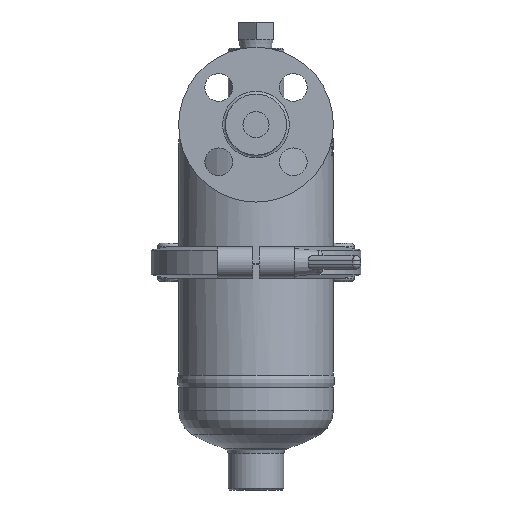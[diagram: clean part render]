
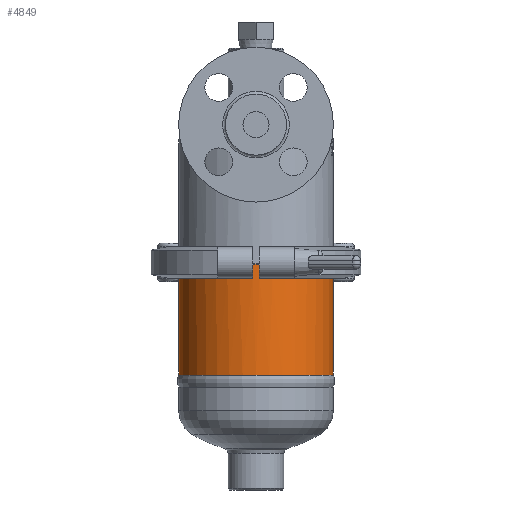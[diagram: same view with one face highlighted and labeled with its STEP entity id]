
A CAD part, left-side view. The second image highlights one B-rep face of the part: STEP entity #4849.
In plain terms, the highlighted cylindrical face has radius 44.5 mm (diameter 89 mm), a full revolution.
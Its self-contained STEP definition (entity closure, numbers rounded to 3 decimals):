
#3388=CARTESIAN_POINT('',(20.495,39.499,-8.168));
#3389=VERTEX_POINT('',#3388);
#3396=CARTESIAN_POINT('',(-44.455,2.,-8.168));
#3397=VERTEX_POINT('',#3396);
#3398=CARTESIAN_POINT('',(0.,0.0,-8.168));
#3399=DIRECTION('',(0.0,0.0,-1.0));
#3400=DIRECTION('',(1.0,0.0,0.0));
#3401=AXIS2_PLACEMENT_3D('',#3398,#3399,#3400);
#3402=CIRCLE('',#3401,44.5);
#3403=EDGE_CURVE('',#3397,#3389,#3402,.T.);
#4226=CARTESIAN_POINT('',(23.96,-37.499,-0.1));
#4227=VERTEX_POINT('',#4226);
#4234=CARTESIAN_POINT('',(23.96,-37.499,-8.168));
#4235=VERTEX_POINT('',#4234);
#4236=CARTESIAN_POINT('',(23.96,-37.499,-0.1));
#4237=DIRECTION('',(0.0,0.0,-1.0));
#4238=VECTOR('',#4237,8.068);
#4239=LINE('',#4236,#4238);
#4240=EDGE_CURVE('',#4227,#4235,#4239,.T.);
#4257=CARTESIAN_POINT('',(20.495,-39.499,-8.168));
#4258=VERTEX_POINT('',#4257);
#4265=CARTESIAN_POINT('',(20.495,-39.499,-0.1));
#4266=VERTEX_POINT('',#4265);
#4267=CARTESIAN_POINT('',(20.495,-39.499,-0.1));
#4268=DIRECTION('',(0.0,0.0,-1.0));
#4269=VECTOR('',#4268,8.068);
#4270=LINE('',#4267,#4269);
#4271=EDGE_CURVE('',#4266,#4258,#4270,.T.);
#4296=CARTESIAN_POINT('',(-44.455,-2.,-8.168));
#4297=VERTEX_POINT('',#4296);
#4314=CARTESIAN_POINT('',(-44.455,-2.,-0.1));
#4315=VERTEX_POINT('',#4314);
#4322=CARTESIAN_POINT('',(-44.455,-2.,-0.1));
#4323=DIRECTION('',(0.0,0.0,-1.0));
#4324=VECTOR('',#4323,8.068);
#4325=LINE('',#4322,#4324);
#4326=EDGE_CURVE('',#4315,#4297,#4325,.T.);
#4337=CARTESIAN_POINT('',(23.96,37.499,-8.168));
#4338=VERTEX_POINT('',#4337);
#4345=CARTESIAN_POINT('',(23.96,37.499,-0.1));
#4346=VERTEX_POINT('',#4345);
#4347=CARTESIAN_POINT('',(23.96,37.499,-0.1));
#4348=DIRECTION('',(0.0,0.0,-1.0));
#4349=VECTOR('',#4348,8.068);
#4350=LINE('',#4347,#4349);
#4351=EDGE_CURVE('',#4346,#4338,#4350,.T.);
#4424=CARTESIAN_POINT('',(0.,0.0,-8.168));
#4425=DIRECTION('',(0.0,0.0,-1.0));
#4426=DIRECTION('',(1.0,0.0,0.0));
#4427=AXIS2_PLACEMENT_3D('',#4424,#4425,#4426);
#4428=CIRCLE('',#4427,44.5);
#4429=EDGE_CURVE('',#4258,#4297,#4428,.T.);
#4450=CARTESIAN_POINT('',(0.,0.0,-8.168));
#4451=DIRECTION('',(0.0,0.0,-1.0));
#4452=DIRECTION('',(1.0,0.0,0.0));
#4453=AXIS2_PLACEMENT_3D('',#4450,#4451,#4452);
#4454=CIRCLE('',#4453,44.5);
#4455=EDGE_CURVE('',#4338,#4235,#4454,.T.);
#4733=CARTESIAN_POINT('',(20.495,39.499,-0.1));
#4734=VERTEX_POINT('',#4733);
#4741=CARTESIAN_POINT('',(20.495,39.499,-0.1));
#4742=DIRECTION('',(0.0,0.0,-1.0));
#4743=VECTOR('',#4742,8.068);
#4744=LINE('',#4741,#4743);
#4745=EDGE_CURVE('',#4734,#3389,#4744,.T.);
#4764=CARTESIAN_POINT('',(-44.455,2.,-0.1));
#4765=VERTEX_POINT('',#4764);
#4790=CARTESIAN_POINT('',(-44.455,2.,-0.1));
#4791=DIRECTION('',(0.0,0.0,-1.0));
#4792=VECTOR('',#4791,8.068);
#4793=LINE('',#4790,#4792);
#4794=EDGE_CURVE('',#4765,#3397,#4793,.T.);
#4801=CARTESIAN_POINT('',(0.,0.0,-32.006));
#4802=DIRECTION('',(0.,0.0,1.0));
#4803=DIRECTION('',(1.0,0.0,0.0));
#4804=AXIS2_PLACEMENT_3D('',#4801,#4802,#4803);
#4805=CYLINDRICAL_SURFACE('',#4804,44.5);
#4806=CARTESIAN_POINT('',(0.,0.0,-0.1));
#4807=DIRECTION('',(0.0,0.0,1.0));
#4808=DIRECTION('',(1.0,0.0,0.0));
#4809=AXIS2_PLACEMENT_3D('',#4806,#4807,#4808);
#4810=CIRCLE('',#4809,44.5);
#4811=EDGE_CURVE('',#4765,#4315,#4810,.T.);
#4812=ORIENTED_EDGE('',*,*,#4811,.F.);
#4813=ORIENTED_EDGE('',*,*,#4794,.T.);
#4814=ORIENTED_EDGE('',*,*,#3403,.T.);
#4815=ORIENTED_EDGE('',*,*,#4745,.F.);
#4816=CARTESIAN_POINT('',(0.,0.0,-0.1));
#4817=DIRECTION('',(0.0,0.0,1.0));
#4818=DIRECTION('',(1.0,0.0,0.0));
#4819=AXIS2_PLACEMENT_3D('',#4816,#4817,#4818);
#4820=CIRCLE('',#4819,44.5);
#4821=EDGE_CURVE('',#4346,#4734,#4820,.T.);
#4822=ORIENTED_EDGE('',*,*,#4821,.F.);
#4823=ORIENTED_EDGE('',*,*,#4351,.T.);
#4824=ORIENTED_EDGE('',*,*,#4455,.T.);
#4825=ORIENTED_EDGE('',*,*,#4240,.F.);
#4826=CARTESIAN_POINT('',(0.,0.0,-0.1));
#4827=DIRECTION('',(0.0,0.0,1.0));
#4828=DIRECTION('',(1.0,0.0,0.0));
#4829=AXIS2_PLACEMENT_3D('',#4826,#4827,#4828);
#4830=CIRCLE('',#4829,44.5);
#4831=EDGE_CURVE('',#4266,#4227,#4830,.T.);
#4832=ORIENTED_EDGE('',*,*,#4831,.F.);
#4833=ORIENTED_EDGE('',*,*,#4271,.T.);
#4834=ORIENTED_EDGE('',*,*,#4429,.T.);
#4835=ORIENTED_EDGE('',*,*,#4326,.F.);
#4836=EDGE_LOOP('',(#4812,#4813,#4814,#4815,#4822,#4823,#4824,#4825,#4832,#4833,#4834,#4835));
#4837=FACE_OUTER_BOUND('',#4836,.T.);
#4838=CARTESIAN_POINT('',(44.5,0.0,-63.912));
#4839=VERTEX_POINT('',#4838);
#4840=CARTESIAN_POINT('',(0.,0.0,-63.912));
#4841=DIRECTION('',(0.0,0.0,1.0));
#4842=DIRECTION('',(1.0,0.0,0.0));
#4843=AXIS2_PLACEMENT_3D('',#4840,#4841,#4842);
#4844=CIRCLE('',#4843,44.5);
#4845=EDGE_CURVE('',#4839,#4839,#4844,.T.);
#4846=ORIENTED_EDGE('',*,*,#4845,.T.);
#4847=EDGE_LOOP('',(#4846));
#4848=FACE_BOUND('',#4847,.T.);
#4849=ADVANCED_FACE('',(#4837,#4848),#4805,.T.);
